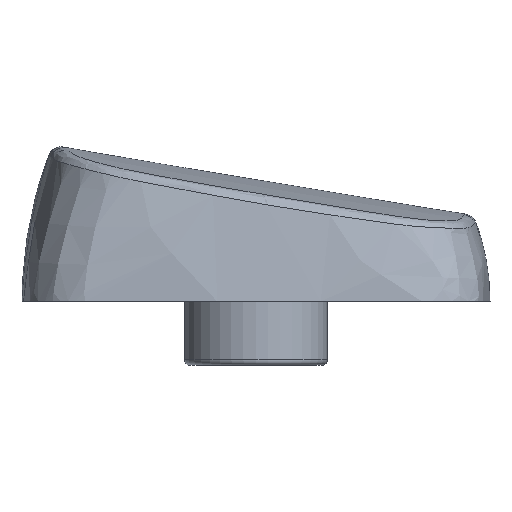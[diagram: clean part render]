
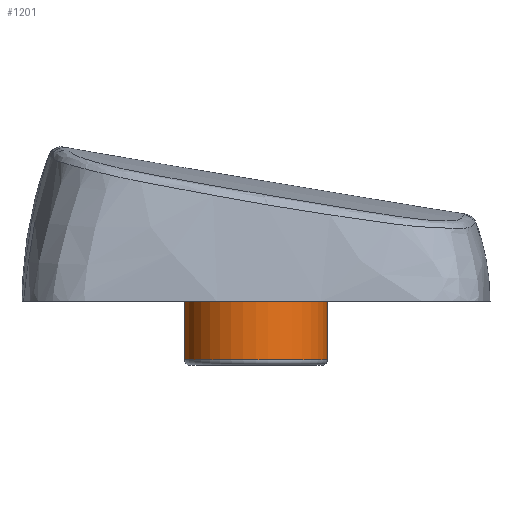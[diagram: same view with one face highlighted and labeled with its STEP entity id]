
A CAD part, left-side view. The second image highlights one B-rep face of the part: STEP entity #1201.
In plain terms, the highlighted cylindrical face has radius 2.75 mm (diameter 5.5 mm), a full revolution.
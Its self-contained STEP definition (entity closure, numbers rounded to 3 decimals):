
#190=FACE_OUTER_BOUND('',#237,.T.);
#237=EDGE_LOOP('',(#875,#876,#877,#878));
#287=CIRCLE('',#1286,2.75);
#288=CIRCLE('',#1288,2.75);
#332=LINE('',#1676,#385);
#385=VECTOR('',#1453,2.75);
#441=VERTEX_POINT('',#1671);
#442=VERTEX_POINT('',#1675);
#625=EDGE_CURVE('',#441,#441,#287,.T.);
#626=EDGE_CURVE('',#441,#442,#332,.T.);
#627=EDGE_CURVE('',#442,#442,#288,.T.);
#875=ORIENTED_EDGE('',*,*,#625,.F.);
#876=ORIENTED_EDGE('',*,*,#626,.T.);
#877=ORIENTED_EDGE('',*,*,#627,.F.);
#878=ORIENTED_EDGE('',*,*,#626,.F.);
#1172=CYLINDRICAL_SURFACE('',#1287,2.75);
#1201=ADVANCED_FACE('',(#190),#1172,.T.);
#1286=AXIS2_PLACEMENT_3D('',#1673,#1449,#1450);
#1287=AXIS2_PLACEMENT_3D('',#1674,#1451,#1452);
#1288=AXIS2_PLACEMENT_3D('',#1677,#1454,#1455);
#1449=DIRECTION('center_axis',(0.,0.,
-1.));
#1450=DIRECTION('ref_axis',(-1.,0.,0.));
#1451=DIRECTION('center_axis',(0.,0.,
-1.));
#1452=DIRECTION('ref_axis',(-1.,0.,0.));
#1453=DIRECTION('',(0.,0.,1.));
#1454=DIRECTION('center_axis',(0.,0.,
1.));
#1455=DIRECTION('ref_axis',(-1.,0.,0.));
#1671=CARTESIAN_POINT('',(2.738,0.004,-3.1));
#1673=CARTESIAN_POINT('Origin',(-0.012,0.004,-3.1));
#1674=CARTESIAN_POINT('Origin',(-0.012,0.004,0.));
#1675=CARTESIAN_POINT('',(2.738,0.004,-0.25));
#1676=CARTESIAN_POINT('',(2.738,0.004,0.));
#1677=CARTESIAN_POINT('Origin',(-0.012,0.004,-0.25));
